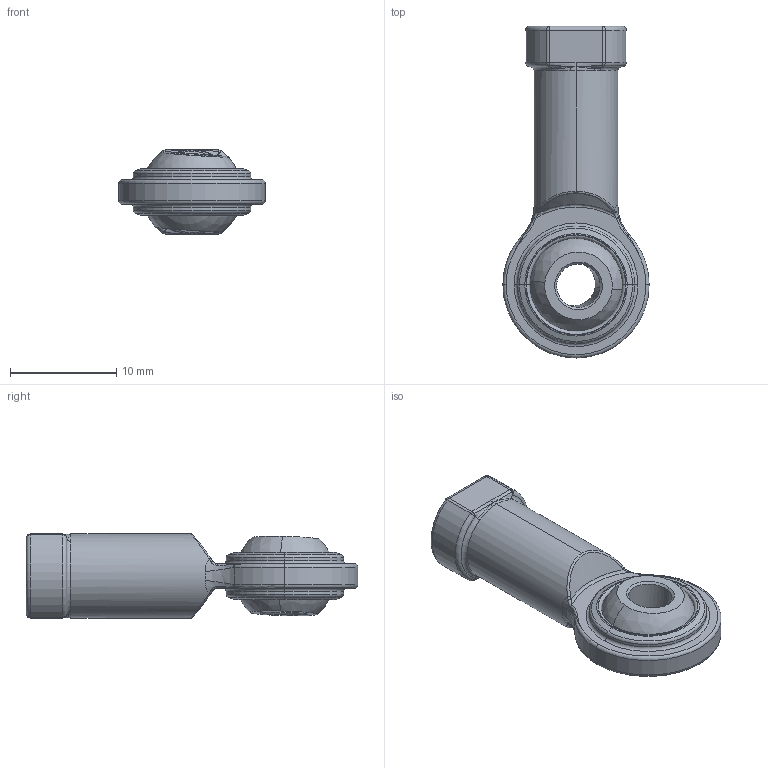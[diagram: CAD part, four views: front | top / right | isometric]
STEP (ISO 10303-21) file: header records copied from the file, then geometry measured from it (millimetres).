
FILE_DESCRIPTION (( 'STEP AP203' ), '1' );
FILE_NAME ('2913-0004-0241 assembly.STEP', '2018-10-29T13:00:10', ( '' ), ( '' ), 'SwSTEP 2.0', 'SolidWorks 2016', '' );
FILE_SCHEMA (( 'CONFIG_CONTROL_DESIGN' ));
Length unit declared in the file: millimetre
Products named in the file (3): 2913-0004-0241 assembly; 2913-0004-0241 ball; 2913-0004-0241 housing
Assembly tree (2 placements, depth 2):
  2913-0004-0241 assembly
    2913-0004-0241 housing
    2913-0004-0241 ball
Bounding box: 13.77 x 31.25 x 7.91 mm (x, y, z)
Volume: 1304 mm3; surface area: 1578.8 mm2
Topology: 2 solids, 2 shells, 208 faces, 530 edges, 311 vertices
Faces by surface type: cylinder 101, torus 36, bspline 34, cone 14, sphere 12, plane 11
Entity records: 11053 total; most frequent: CARTESIAN_POINT 6520, ORIENTED_EDGE 1012, DIRECTION 786, EDGE_CURVE 506, AXIS2_PLACEMENT_3D 338, VERTEX_POINT 305, EDGE_LOOP 215, ADVANCED_FACE 208
